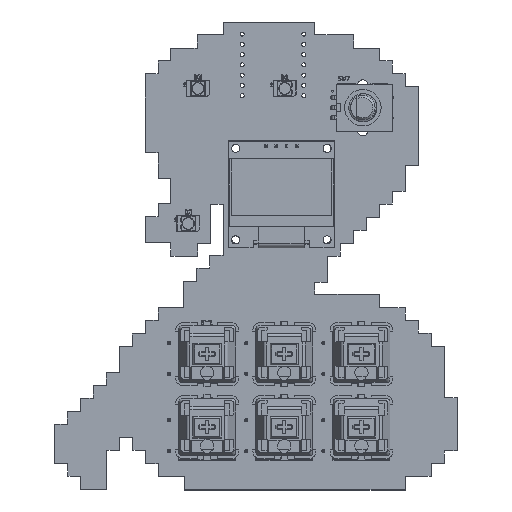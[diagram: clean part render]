
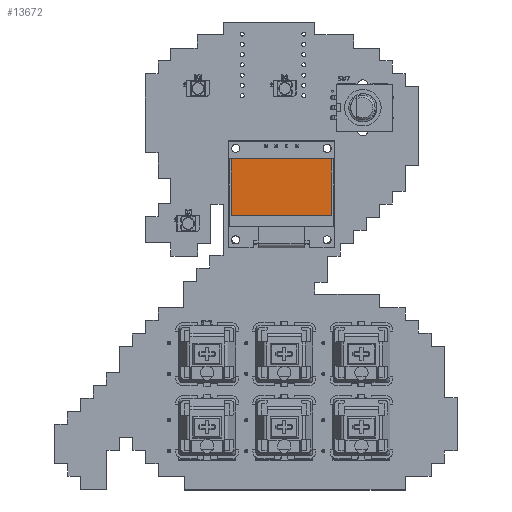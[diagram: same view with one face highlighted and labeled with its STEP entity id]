
A CAD part, top view. The second image highlights one B-rep face of the part: STEP entity #13672.
In plain terms, the highlighted planar face has unit normal (0, 0, 1).
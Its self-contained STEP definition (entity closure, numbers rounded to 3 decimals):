
#13599 = VERTEX_POINT('',#13600);
#13600 = CARTESIAN_POINT('',(-3.668,2.055,2.616));
#13606 = EDGE_CURVE('',#13607,#13599,#13609,.T.);
#13607 = VERTEX_POINT('',#13608);
#13608 = CARTESIAN_POINT('',(-3.668,16.055,2.616));
#13609 = LINE('',#13610,#13611);
#13610 = CARTESIAN_POINT('',(-3.668,16.055,2.616));
#13611 = VECTOR('',#13612,1.);
#13612 = DIRECTION('',(0.,-1.,0.));
#13630 = VERTEX_POINT('',#13631);
#13631 = CARTESIAN_POINT('',(21.032,2.055,2.616));
#13637 = EDGE_CURVE('',#13599,#13630,#13638,.T.);
#13638 = LINE('',#13639,#13640);
#13639 = CARTESIAN_POINT('',(-3.668,2.055,2.616));
#13640 = VECTOR('',#13641,1.);
#13641 = DIRECTION('',(1.,0.,0.));
#13654 = VERTEX_POINT('',#13655);
#13655 = CARTESIAN_POINT('',(21.032,16.055,2.616));
#13661 = EDGE_CURVE('',#13630,#13654,#13662,.T.);
#13662 = LINE('',#13663,#13664);
#13663 = CARTESIAN_POINT('',(21.032,2.055,2.616));
#13664 = VECTOR('',#13665,1.);
#13665 = DIRECTION('',(0.,1.,0.));
#13672 = ADVANCED_FACE('',(#13673),#13684,.T.);
#13673 = FACE_BOUND('',#13674,.T.);
#13674 = EDGE_LOOP('',(#13675,#13676,#13677,#13678));
#13675 = ORIENTED_EDGE('',*,*,#13606,.T.);
#13676 = ORIENTED_EDGE('',*,*,#13637,.T.);
#13677 = ORIENTED_EDGE('',*,*,#13661,.T.);
#13678 = ORIENTED_EDGE('',*,*,#13679,.T.);
#13679 = EDGE_CURVE('',#13654,#13607,#13680,.T.);
#13680 = LINE('',#13681,#13682);
#13681 = CARTESIAN_POINT('',(21.032,16.055,2.616));
#13682 = VECTOR('',#13683,1.);
#13683 = DIRECTION('',(-1.,0.,0.));
#13684 = PLANE('',#13685);
#13685 = AXIS2_PLACEMENT_3D('',#13686,#13687,#13688);
#13686 = CARTESIAN_POINT('',(-3.668,2.055,2.616));
#13687 = DIRECTION('',(0.,0.,1.));
#13688 = DIRECTION('',(1.,0.,-0.));
